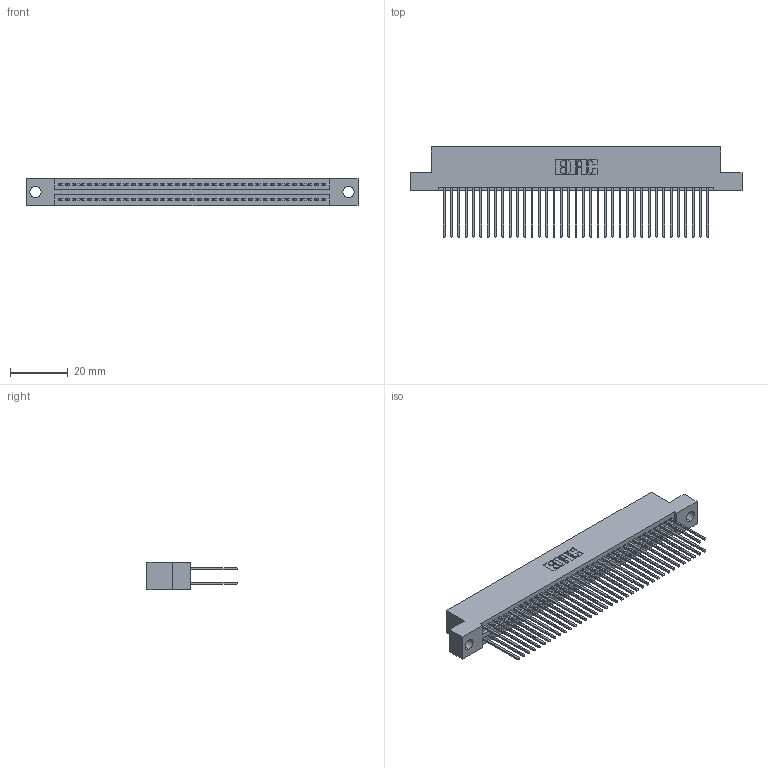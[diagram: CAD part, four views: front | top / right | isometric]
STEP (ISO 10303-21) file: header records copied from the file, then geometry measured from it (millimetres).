
FILE_DESCRIPTION (( 'STEP AP203' ), '1' );
FILE_NAME ('395-074-542-204.STEP', '2021-06-17T05:32:56', ( '' ), ( '' ), 'SwSTEP 2.0', 'SolidWorks 2020', '' );
FILE_SCHEMA (( 'CONFIG_CONTROL_DESIGN' ));
Length unit declared in the file: inch
Products named in the file (3): 345-292-001_345-293-142; 345 Part_Flush Mounting Lugs - 0.156 Dia-TI; 395-074-542-204
Assembly tree (75 placements, depth 2):
  395-074-542-204
    345 Part_Flush Mounting Lugs - 0.156 Dia-TI
    345-292-001_345-293-142  x74
Bounding box: 115.19 x 31.29 x 9.4 mm (x, y, z)
Volume: 11382.2 mm3; surface area: 18191.6 mm2
Topology: 75 solids, 75 shells, 3840 faces, 11403 edges, 7502 vertices
Faces by surface type: plane 2536, cylinder 1304
Entity records: 30141 total; most frequent: CARTESIAN_POINT 5062, ORIENTED_EDGE 4994, DIRECTION 4469, EDGE_CURVE 2497, LINE 2217, VECTOR 2217, VERTEX_POINT 1662, AXIS2_PLACEMENT_3D 1126
